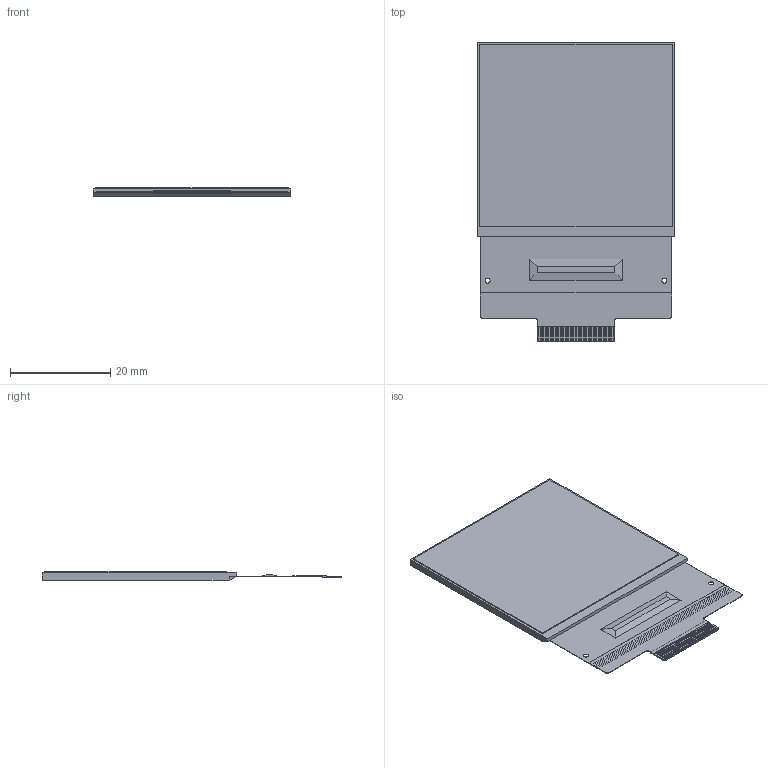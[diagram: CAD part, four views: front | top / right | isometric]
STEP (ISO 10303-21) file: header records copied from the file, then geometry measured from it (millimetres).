
FILE_DESCRIPTION (( 'STEP AP203' ), '1' );
FILE_NAME ('NHD-1.91-176176B_Rev1A.STEP', '2023-06-09T19:20:35', ( '' ), ( '' ), 'SwSTEP 2.0', 'SolidWorks 2019', '' );
FILE_SCHEMA (( 'CONFIG_CONTROL_DESIGN' ));
Length unit declared in the file: millimetre
Products named in the file (1): NHD-1.91-176176B_Rev1A
Bounding box: 39.5 x 59.8 x 1.63 mm (x, y, z)
Volume: 2541.2 mm3; surface area: 7986.6 mm2
Topology: 5 solids, 5 shells, 426 faces, 1245 edges, 830 vertices
Faces by surface type: plane 410, cylinder 16
Entity records: 13918 total; most frequent: CARTESIAN_POINT 2502, ORIENTED_EDGE 2490, DIRECTION 2131, EDGE_CURVE 1245, LINE 1213, VECTOR 1213, VERTEX_POINT 830, AXIS2_PLACEMENT_3D 459
